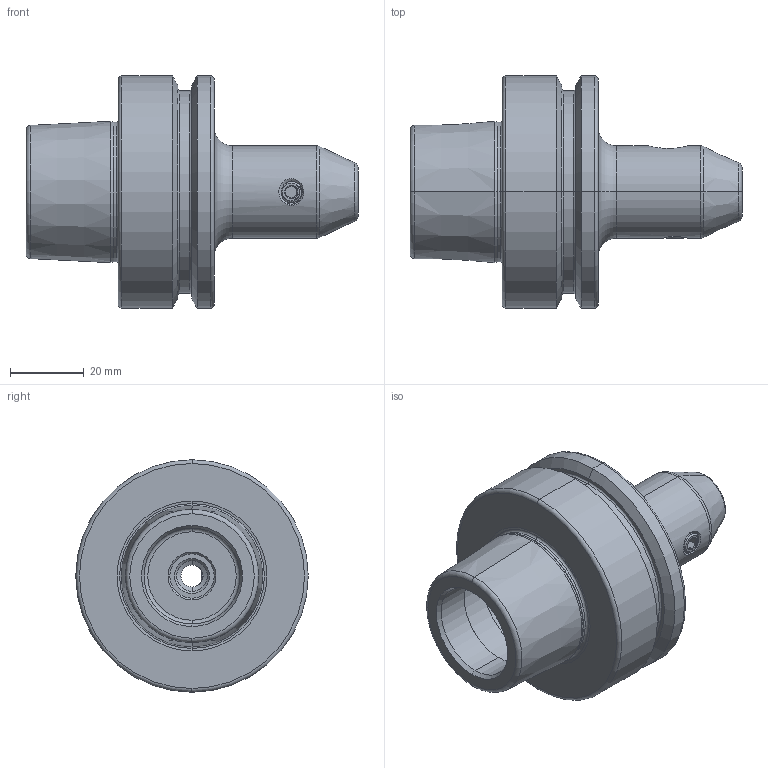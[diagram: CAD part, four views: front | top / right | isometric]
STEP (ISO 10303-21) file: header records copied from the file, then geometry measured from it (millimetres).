
FILE_DESCRIPTION (( 'STEP AP203' ), '1' );
FILE_NAME ('F63.04.06.STEP', '2017-12-26T00:37:00', ( '' ), ( '' ), 'SwSTEP 2.0', 'SolidWorks 2012', '' );
FILE_SCHEMA (( 'CONFIG_CONTROL_DESIGN' ));
Length unit declared in the file: millimetre
Products named in the file (3): 側固6_M6x1_10L; F63.04.06
Assembly tree (2 placements, depth 2):
  F63.04.06
    F63.04.06
    側固6_M6x1_10L
Bounding box: 90 x 63 x 63 mm (x, y, z)
Volume: 97615.4 mm3; surface area: 22438.3 mm2
Topology: 2 solids, 2 shells, 158 faces, 382 edges, 235 vertices
Faces by surface type: cylinder 64, cone 32, torus 28, plane 17, bspline 15, sphere 2
Entity records: 12217 total; most frequent: CARTESIAN_POINT 8572, ORIENTED_EDGE 760, DIRECTION 657, EDGE_CURVE 380, AXIS2_PLACEMENT_3D 278, VERTEX_POINT 235, EDGE_LOOP 171, ADVANCED_FACE 158
